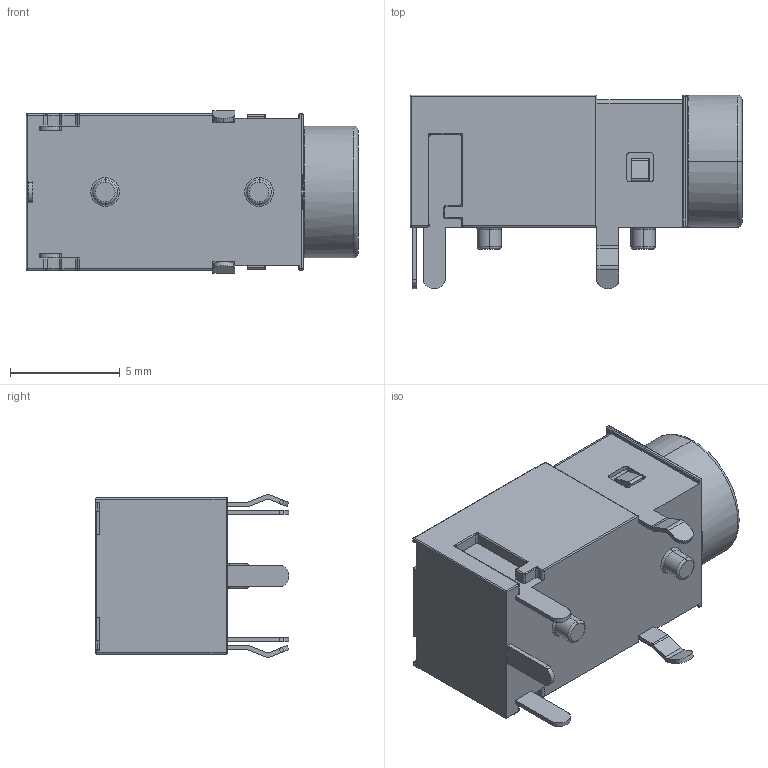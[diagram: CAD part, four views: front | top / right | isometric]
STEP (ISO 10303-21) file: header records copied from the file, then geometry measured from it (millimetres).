
FILE_DESCRIPTION (( 'STEP AP214' ), '1' );
FILE_NAME ('FC68125.STEP', '2017-01-06T09:28:54', ( '' ), ( '' ), 'SwSTEP 2.0', 'SolidWorks 2014', '' );
FILE_SCHEMA (( 'AUTOMOTIVE_DESIGN' ));
Length unit declared in the file: millimetre
Products named in the file (1): FC68125
Bounding box: 15.1 x 8.8 x 7.4 mm (x, y, z)
Volume: 442.3 mm3; surface area: 691.3 mm2
Topology: 3 solids, 3 shells, 347 faces, 862 edges, 506 vertices
Faces by surface type: cylinder 152, plane 121, torus 37, bspline 26, sphere 11
Entity records: 12039 total; most frequent: CARTESIAN_POINT 3018, DIRECTION 1697, ORIENTED_EDGE 1674, EDGE_CURVE 837, AXIS2_PLACEMENT_3D 619, VERTEX_POINT 506, VECTOR 459, LINE 459
